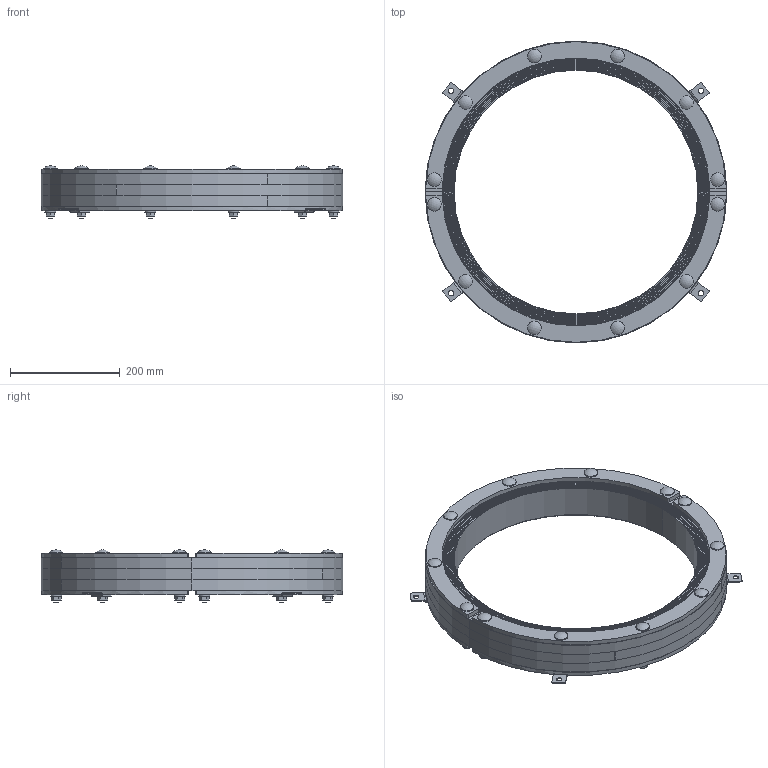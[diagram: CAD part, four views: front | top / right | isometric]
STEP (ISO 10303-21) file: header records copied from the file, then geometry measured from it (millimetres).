
FILE_DESCRIPTION(/* description */ (''),/* implementation_level */ '2;1');
FILE_NAME(/* name */ 'RS 550 AISI316 WOC.stp',/* time_stamp */ '2025-08-13T14:24:09+02:00',/* author */ ('se-marfre'),/* organization */ (''),/* preprocessor_version */ 'ST-DEVELOPER v19.2',/* originating_system */ 'Autodesk Inventor 2023',/* authorisation */ '');
FILE_SCHEMA (('CONFIG_CONTROL_DESIGN'));
Length unit declared in the file: millimetre
Products named in the file (1): RS 550 AISI316 WOC
Bounding box: 550 x 550 x 95.25 mm (x, y, z)
Volume: 5784068.7 mm3; surface area: 442462.6 mm2
Topology: 1 solids, 27 shells, 800 faces, 1802 edges, 1130 vertices
Faces by surface type: plane 524, cylinder 168, cone 96, sphere 12
Full cylindrical faces by diameter (mm): 10 x28, 10.5 x8, 20 x8, 24.65 x12, 24.7 x12
Entity records: 22796 total; most frequent: CARTESIAN_POINT 4213, DIRECTION 3714, ORIENTED_EDGE 3604, EDGE_CURVE 1802, AXIS2_PLACEMENT_3D 1351, VERTEX_POINT 1130, LINE 1012, VECTOR 1012
